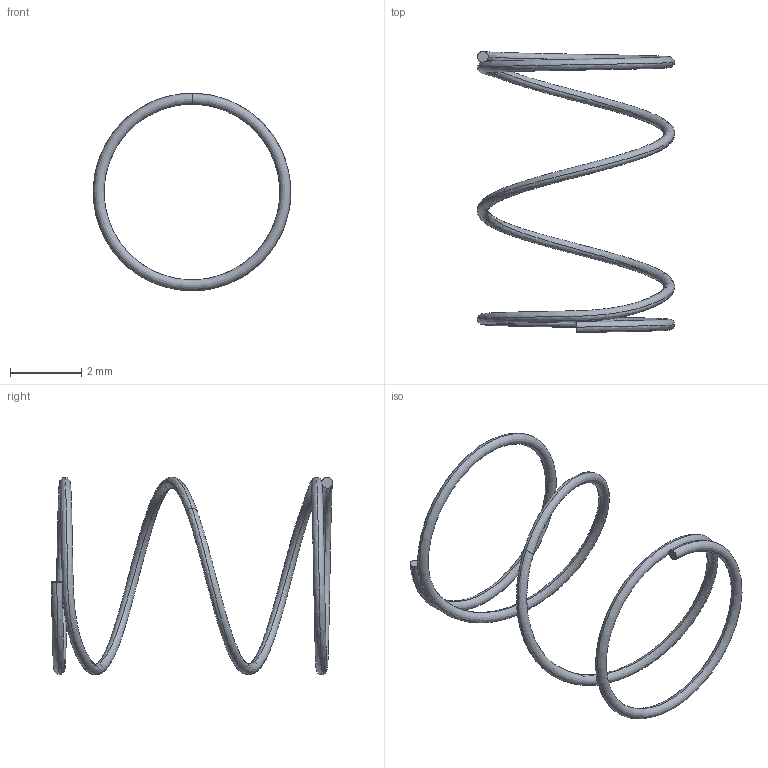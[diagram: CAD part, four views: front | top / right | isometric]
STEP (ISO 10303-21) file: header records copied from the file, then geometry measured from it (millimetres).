
FILE_DESCRIPTION (( 'STEP AP214' ), '1' );
FILE_NAME ('LeeSpring-CI 012EG 02S.step', '2022-11-11T04:38:05', ( '' ), ( '' ), 'SwSTEP 2.0', 'SolidWorks 2022', '' );
FILE_SCHEMA (( 'AUTOMOTIVE_DESIGN' ));
Length unit declared in the file: inch
Products named in the file (1): LeeSpring-CI 012EG 02S
Bounding box: 5.54 x 7.88 x 5.54 mm (x, y, z)
Volume: 4.4 mm3; surface area: 58.5 mm2
Topology: 1 solids, 1 shells, 6 faces, 10 edges, 6 vertices
Faces by surface type: bspline 4, plane 2
Entity records: 2180 total; most frequent: CARTESIAN_POINT 2039, ORIENTED_EDGE 20, DIRECTION 18, EDGE_CURVE 10, AXIS2_PLACEMENT_3D 9, ADVANCED_FACE 6, EDGE_LOOP 6, CIRCLE 6
